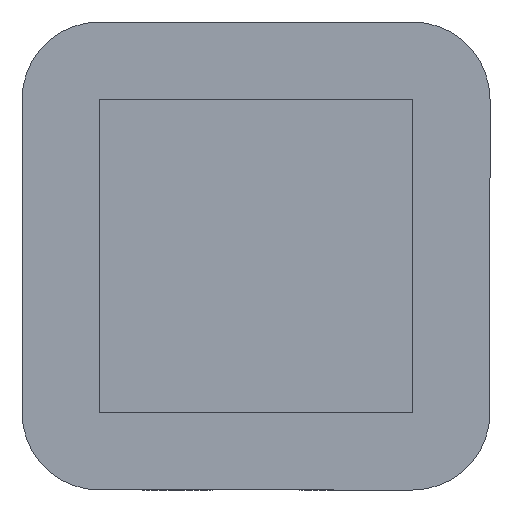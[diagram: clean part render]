
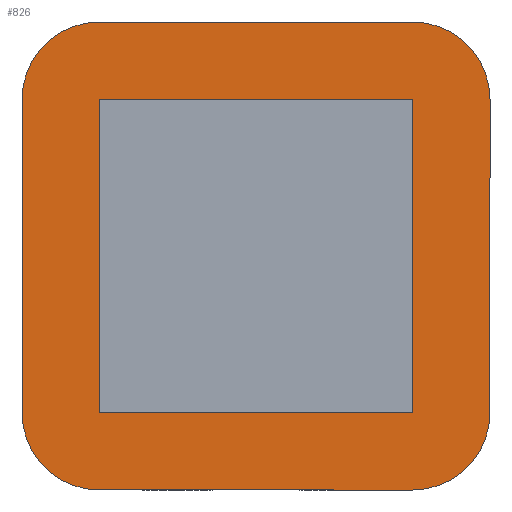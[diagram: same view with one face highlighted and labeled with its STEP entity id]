
A CAD part, front view. The second image highlights one B-rep face of the part: STEP entity #826.
In plain terms, the highlighted planar face has unit normal (0, -1, 0).
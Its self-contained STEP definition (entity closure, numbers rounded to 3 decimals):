
#1 = EDGE_CURVE ( 'NONE', #562, #931, #1002, .T. ) ;
#7 = CIRCLE ( 'NONE', #519, 10. ) ;
#19 = FACE_BOUND ( 'NONE', #835, .T. ) ;
#25 = DIRECTION ( 'NONE',  ( 0., 0., 1. ) ) ;
#34 = LINE ( 'NONE', #965, #677 ) ;
#50 = CARTESIAN_POINT ( 'NONE',  ( -30.2, 0., -20.2 ) ) ;
#51 = EDGE_CURVE ( 'NONE', #479, #518, #951, .T. ) ;
#55 = VECTOR ( 'NONE', #538, 1000. ) ;
#56 = LINE ( 'NONE', #437, #630 ) ;
#65 = AXIS2_PLACEMENT_3D ( 'NONE', #878, #507, #412 ) ;
#92 = LINE ( 'NONE', #724, #103 ) ;
#98 = CIRCLE ( 'NONE', #65, 10. ) ;
#103 = VECTOR ( 'NONE', #802, 1000. ) ;
#112 = LINE ( 'NONE', #281, #611 ) ;
#124 = ORIENTED_EDGE ( 'NONE', *, *, #339, .F. ) ;
#138 = DIRECTION ( 'NONE',  ( -1., 0., 0. ) ) ;
#152 = CIRCLE ( 'NONE', #711, 10. ) ;
#162 = CARTESIAN_POINT ( 'NONE',  ( -30.2, 0., 20.2 ) ) ;
#175 = DIRECTION ( 'NONE',  ( -1., 0., 0. ) ) ;
#179 = DIRECTION ( 'NONE',  ( 0., 1., 0. ) ) ;
#187 = DIRECTION ( 'NONE',  ( 1., 0., 0. ) ) ;
#199 = CARTESIAN_POINT ( 'NONE',  ( 20.2, 0., -20.2 ) ) ;
#218 = EDGE_CURVE ( 'NONE', #264, #621, #620, .T. ) ;
#235 = CARTESIAN_POINT ( 'NONE',  ( 20.2, 0., 20.2 ) ) ;
#248 = ORIENTED_EDGE ( 'NONE', *, *, #917, .F. ) ;
#257 = CARTESIAN_POINT ( 'NONE',  ( 30.2, 0., -20.2 ) ) ;
#264 = VERTEX_POINT ( 'NONE', #769 ) ;
#281 = CARTESIAN_POINT ( 'NONE',  ( -20.2, 0., -30.2 ) ) ;
#305 = VERTEX_POINT ( 'NONE', #565 ) ;
#321 = VERTEX_POINT ( 'NONE', #956 ) ;
#324 = CARTESIAN_POINT ( 'NONE',  ( 30.2, 0., 20.2 ) ) ;
#331 = VECTOR ( 'NONE', #187, 1000. ) ;
#336 = ORIENTED_EDGE ( 'NONE', *, *, #742, .T. ) ;
#339 = EDGE_CURVE ( 'NONE', #548, #264, #98, .T. ) ;
#342 = CARTESIAN_POINT ( 'NONE',  ( -20.2, 0., 20.2 ) ) ;
#353 = CARTESIAN_POINT ( 'NONE',  ( -20.2, 0., -20.2 ) ) ;
#354 = EDGE_CURVE ( 'NONE', #368, #548, #434, .T. ) ;
#363 = VECTOR ( 'NONE', #542, 1000. ) ;
#368 = VERTEX_POINT ( 'NONE', #416 ) ;
#385 = CARTESIAN_POINT ( 'NONE',  ( 20.2, 0., 20.2 ) ) ;
#393 = AXIS2_PLACEMENT_3D ( 'NONE', #353, #786, #579 ) ;
#412 = DIRECTION ( 'NONE',  ( 0., 0., 1. ) ) ;
#416 = CARTESIAN_POINT ( 'NONE',  ( -20.2, 0., 30.2 ) ) ;
#432 = DIRECTION ( 'NONE',  ( 0., 0., 1. ) ) ;
#434 = LINE ( 'NONE', #950, #331 ) ;
#437 = CARTESIAN_POINT ( 'NONE',  ( -20.2, 0., -20.2 ) ) ;
#449 = VERTEX_POINT ( 'NONE', #975 ) ;
#479 = VERTEX_POINT ( 'NONE', #50 ) ;
#491 = CARTESIAN_POINT ( 'NONE',  ( 20.2, 0., -20.2 ) ) ;
#504 = DIRECTION ( 'NONE',  ( 0., 1., 0. ) ) ;
#507 = DIRECTION ( 'NONE',  ( 0., 1., 0. ) ) ;
#514 = ORIENTED_EDGE ( 'NONE', *, *, #813, .F. ) ;
#518 = VERTEX_POINT ( 'NONE', #831 ) ;
#519 = AXIS2_PLACEMENT_3D ( 'NONE', #199, #504, #432 ) ;
#522 = EDGE_CURVE ( 'NONE', #931, #807, #56, .T. ) ;
#530 = CARTESIAN_POINT ( 'NONE',  ( 20.2, 0., 30.2 ) ) ;
#538 = DIRECTION ( 'NONE',  ( 0., 0., -1. ) ) ;
#542 = DIRECTION ( 'NONE',  ( 0., 0., -1. ) ) ;
#548 = VERTEX_POINT ( 'NONE', #530 ) ;
#558 = CARTESIAN_POINT ( 'NONE',  ( -20.2, 0., 20.2 ) ) ;
#562 = VERTEX_POINT ( 'NONE', #385 ) ;
#565 = CARTESIAN_POINT ( 'NONE',  ( 20.2, 0., -30.2 ) ) ;
#572 = VECTOR ( 'NONE', #854, 1000. ) ;
#579 = DIRECTION ( 'NONE',  ( 0., 0., 1. ) ) ;
#585 = ORIENTED_EDGE ( 'NONE', *, *, #51, .F. ) ;
#590 = ORIENTED_EDGE ( 'NONE', *, *, #1001, .T. ) ;
#599 = ORIENTED_EDGE ( 'NONE', *, *, #218, .F. ) ;
#611 = VECTOR ( 'NONE', #175, 1000. ) ;
#620 = LINE ( 'NONE', #324, #363 ) ;
#621 = VERTEX_POINT ( 'NONE', #257 ) ;
#630 = VECTOR ( 'NONE', #138, 1000. ) ;
#631 = ORIENTED_EDGE ( 'NONE', *, *, #522, .T. ) ;
#632 = PLANE ( 'NONE',  #691 ) ;
#642 = DIRECTION ( 'NONE',  ( 0., 0., 1. ) ) ;
#653 = ORIENTED_EDGE ( 'NONE', *, *, #1, .T. ) ;
#677 = VECTOR ( 'NONE', #811, 1000. ) ;
#691 = AXIS2_PLACEMENT_3D ( 'NONE', #558, #179, #25 ) ;
#707 = FACE_OUTER_BOUND ( 'NONE', #767, .T. ) ;
#711 = AXIS2_PLACEMENT_3D ( 'NONE', #342, #714, #642 ) ;
#714 = DIRECTION ( 'NONE',  ( 0., 1., 0. ) ) ;
#716 = EDGE_CURVE ( 'NONE', #518, #368, #152, .T. ) ;
#721 = EDGE_CURVE ( 'NONE', #321, #479, #983, .T. ) ;
#724 = CARTESIAN_POINT ( 'NONE',  ( -20.2, 0., 20.2 ) ) ;
#730 = CARTESIAN_POINT ( 'NONE',  ( -20.2, 0., -20.2 ) ) ;
#734 = ORIENTED_EDGE ( 'NONE', *, *, #716, .F. ) ;
#742 = EDGE_CURVE ( 'NONE', #807, #449, #92, .T. ) ;
#767 = EDGE_LOOP ( 'NONE', ( #734, #585, #850, #514, #248, #599, #124, #959 ) ) ;
#769 = CARTESIAN_POINT ( 'NONE',  ( 30.2, 0., 20.2 ) ) ;
#786 = DIRECTION ( 'NONE',  ( 0., 1., 0. ) ) ;
#802 = DIRECTION ( 'NONE',  ( 0., 0., 1. ) ) ;
#807 = VERTEX_POINT ( 'NONE', #730 ) ;
#811 = DIRECTION ( 'NONE',  ( 1., 0., 0. ) ) ;
#813 = EDGE_CURVE ( 'NONE', #305, #321, #112, .T. ) ;
#826 = ADVANCED_FACE ( 'NONE', ( #707, #19 ), #632, .F. ) ;
#831 = CARTESIAN_POINT ( 'NONE',  ( -30.2, 0., 20.2 ) ) ;
#835 = EDGE_LOOP ( 'NONE', ( #653, #631, #336, #590 ) ) ;
#850 = ORIENTED_EDGE ( 'NONE', *, *, #721, .F. ) ;
#854 = DIRECTION ( 'NONE',  ( 0., 0., 1. ) ) ;
#878 = CARTESIAN_POINT ( 'NONE',  ( 20.2, 0., 20.2 ) ) ;
#917 = EDGE_CURVE ( 'NONE', #621, #305, #7, .T. ) ;
#931 = VERTEX_POINT ( 'NONE', #491 ) ;
#950 = CARTESIAN_POINT ( 'NONE',  ( -20.2, 0., 30.2 ) ) ;
#951 = LINE ( 'NONE', #162, #572 ) ;
#956 = CARTESIAN_POINT ( 'NONE',  ( -20.2, 0., -30.2 ) ) ;
#959 = ORIENTED_EDGE ( 'NONE', *, *, #354, .F. ) ;
#965 = CARTESIAN_POINT ( 'NONE',  ( -20.2, 0., 20.2 ) ) ;
#975 = CARTESIAN_POINT ( 'NONE',  ( -20.2, 0., 20.2 ) ) ;
#983 = CIRCLE ( 'NONE', #393, 10. ) ;
#1001 = EDGE_CURVE ( 'NONE', #449, #562, #34, .T. ) ;
#1002 = LINE ( 'NONE', #235, #55 ) ;
